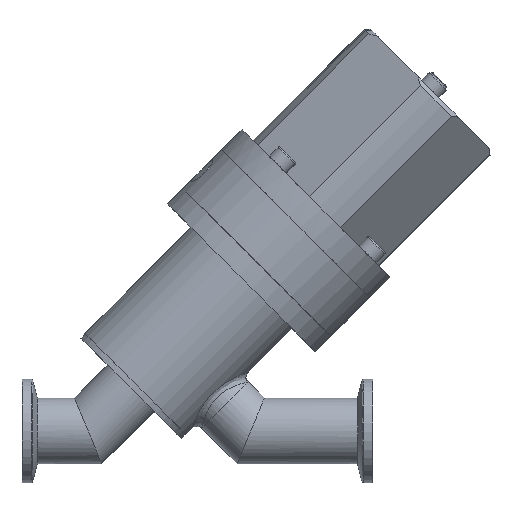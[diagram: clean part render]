
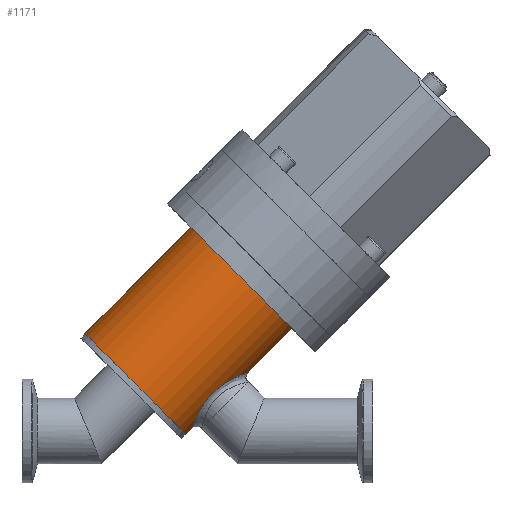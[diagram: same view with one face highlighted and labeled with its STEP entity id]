
A CAD part, top view. The second image highlights one B-rep face of the part: STEP entity #1171.
In plain terms, the highlighted cylindrical face has radius 20.7 mm (diameter 41.4 mm), a full revolution.
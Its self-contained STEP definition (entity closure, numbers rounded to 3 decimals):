
#226=FACE_BOUND('',#413,.T.);
#257=CIRCLE('',#1306,20.7);
#258=CIRCLE('',#1307,20.7);
#325=FACE_OUTER_BOUND('',#412,.T.);
#412=EDGE_LOOP('',(#810));
#413=EDGE_LOOP('',(#811));
#519=VERTEX_POINT('',#1833);
#520=VERTEX_POINT('',#1835);
#644=EDGE_CURVE('',#519,#519,#257,.T.);
#645=EDGE_CURVE('',#520,#520,#258,.T.);
#810=ORIENTED_EDGE('',*,*,#644,.T.);
#811=ORIENTED_EDGE('',*,*,#645,.F.);
#1060=CYLINDRICAL_SURFACE('',#1305,20.7);
#1171=ADVANCED_FACE('',(#325,#226),#1060,.T.);
#1305=AXIS2_PLACEMENT_3D('',#1832,#1478,#1479);
#1306=AXIS2_PLACEMENT_3D('',#1834,#1480,#1481);
#1307=AXIS2_PLACEMENT_3D('',#1836,#1482,#1483);
#1478=DIRECTION('center_axis',(0.707,0.707,0.));
#1479=DIRECTION('ref_axis',(0.,0.,1.));
#1480=DIRECTION('center_axis',(0.707,0.707,0.));
#1481=DIRECTION('ref_axis',(0.,0.,1.));
#1482=DIRECTION('center_axis',(0.707,0.707,0.));
#1483=DIRECTION('ref_axis',(0.,0.,1.));
#1832=CARTESIAN_POINT('Origin',(30.01,30.01,0.));
#1833=CARTESIAN_POINT('',(13.683,13.683,20.7));
#1834=CARTESIAN_POINT('Origin',(13.683,13.683,0.));
#1835=CARTESIAN_POINT('',(46.337,46.337,20.7));
#1836=CARTESIAN_POINT('Origin',(46.337,46.337,0.));
